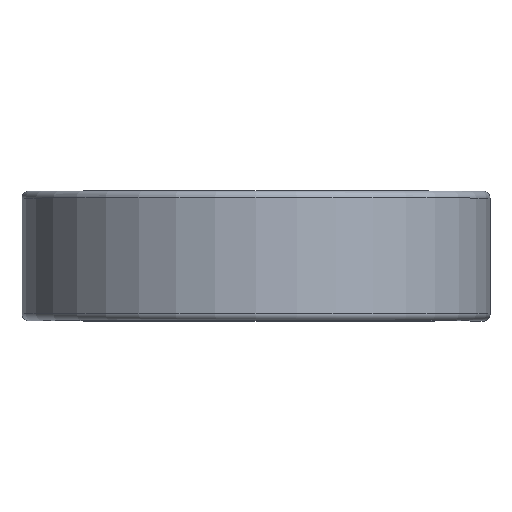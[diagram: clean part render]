
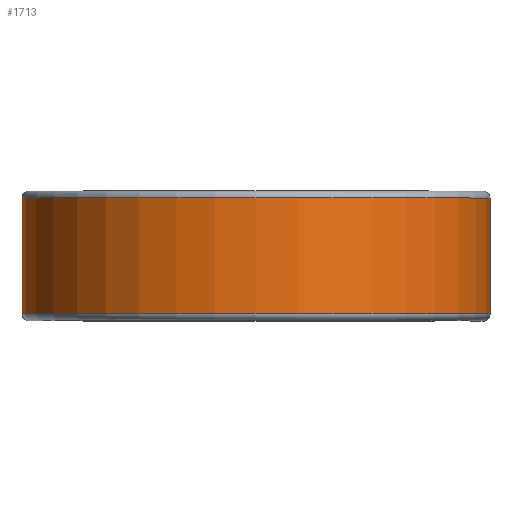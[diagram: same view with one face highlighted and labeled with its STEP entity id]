
A CAD part, top view. The second image highlights one B-rep face of the part: STEP entity #1713.
In plain terms, the highlighted cylindrical face has radius 25.819 mm (diameter 51.638 mm), a partial arc.
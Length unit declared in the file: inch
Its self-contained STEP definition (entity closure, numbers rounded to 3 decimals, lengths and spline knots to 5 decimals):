
#7 = DIRECTION ( 'NONE',  ( 0., 0., -1. ) ) ;
#34 = ORIENTED_EDGE ( 'NONE', *, *, #2401, .T. ) ;
#47 = CARTESIAN_POINT ( 'NONE',  ( 0., 0.25125, -1.0165 ) ) ;
#55 = LINE ( 'NONE', #2210, #2471 ) ;
#133 = CARTESIAN_POINT ( 'NONE',  ( 1.0165, 0.25125, 0. ) ) ;
#154 = DIRECTION ( 'NONE',  ( 0., -1., 0. ) ) ;
#193 = VERTEX_POINT ( 'NONE', #446 ) ;
#234 = FACE_OUTER_BOUND ( 'NONE', #481, .T. ) ;
#417 = VERTEX_POINT ( 'NONE', #1291 ) ;
#427 = ORIENTED_EDGE ( 'NONE', *, *, #1268, .F. ) ;
#446 = CARTESIAN_POINT ( 'NONE',  ( 0., -0.25125, -1.0165 ) ) ;
#481 = EDGE_LOOP ( 'NONE', ( #1739, #34, #427, #1302 ) ) ;
#589 = AXIS2_PLACEMENT_3D ( 'NONE', #860, #2188, #1050 ) ;
#666 = VERTEX_POINT ( 'NONE', #47 ) ;
#759 = CIRCLE ( 'NONE', #589, 1.0165 ) ;
#860 = CARTESIAN_POINT ( 'NONE',  ( 0., -0.25125, 0. ) ) ;
#885 = CARTESIAN_POINT ( 'NONE',  ( 1.0165, 0.25125, 0. ) ) ;
#889 = CIRCLE ( 'NONE', #1508, 1.0165 ) ;
#1050 = DIRECTION ( 'NONE',  ( 0., 0., -1. ) ) ;
#1065 = DIRECTION ( 'NONE',  ( 0., 1., 0. ) ) ;
#1118 = DIRECTION ( 'NONE',  ( 0., -1., 0. ) ) ;
#1268 = EDGE_CURVE ( 'NONE', #193, #666, #55, .T. ) ;
#1285 = VERTEX_POINT ( 'NONE', #885 ) ;
#1291 = CARTESIAN_POINT ( 'NONE',  ( 1.0165, -0.25125, 0. ) ) ;
#1302 = ORIENTED_EDGE ( 'NONE', *, *, #2177, .F. ) ;
#1328 = AXIS2_PLACEMENT_3D ( 'NONE', #1634, #154, #2446 ) ;
#1508 = AXIS2_PLACEMENT_3D ( 'NONE', #2271, #1118, #7 ) ;
#1591 = EDGE_CURVE ( 'NONE', #417, #1285, #2128, .T. ) ;
#1595 = VECTOR ( 'NONE', #1065, 39.37008 ) ;
#1634 = CARTESIAN_POINT ( 'NONE',  ( 0., 0.25, 0. ) ) ;
#1713 = ADVANCED_FACE ( 'NONE', ( #234 ), #1759, .T. ) ;
#1739 = ORIENTED_EDGE ( 'NONE', *, *, #1591, .T. ) ;
#1759 = CYLINDRICAL_SURFACE ( 'NONE', #1328, 1.0165 ) ;
#2128 = LINE ( 'NONE', #133, #1595 ) ;
#2177 = EDGE_CURVE ( 'NONE', #417, #193, #759, .T. ) ;
#2188 = DIRECTION ( 'NONE',  ( 0., -1., 0. ) ) ;
#2210 = CARTESIAN_POINT ( 'NONE',  ( 0., 0.25125, -1.0165 ) ) ;
#2271 = CARTESIAN_POINT ( 'NONE',  ( 0., 0.25125, 0. ) ) ;
#2401 = EDGE_CURVE ( 'NONE', #1285, #666, #889, .T. ) ;
#2415 = DIRECTION ( 'NONE',  ( 0., 1., 0. ) ) ;
#2446 = DIRECTION ( 'NONE',  ( 0., 0., -1. ) ) ;
#2471 = VECTOR ( 'NONE', #2415, 39.37008 ) ;
